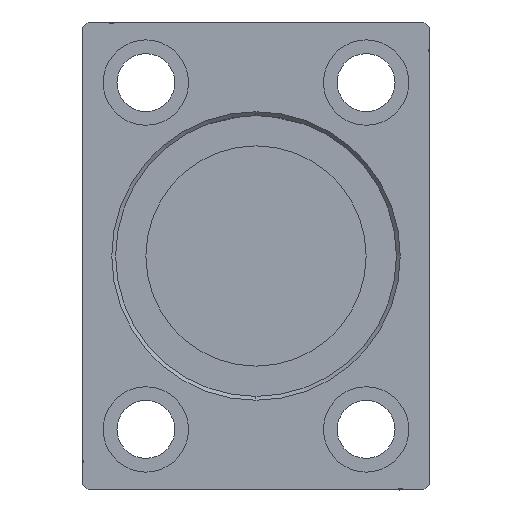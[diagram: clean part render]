
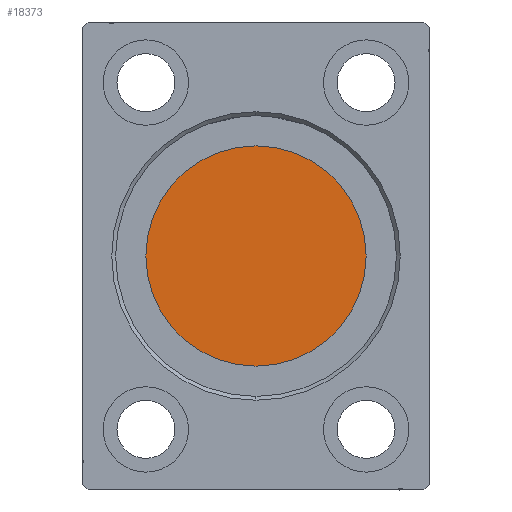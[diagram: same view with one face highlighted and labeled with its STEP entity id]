
A CAD part, left-side view. The second image highlights one B-rep face of the part: STEP entity #18373.
In plain terms, the highlighted planar face has unit normal (-1, 0, 0).
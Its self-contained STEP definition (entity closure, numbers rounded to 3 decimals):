
#428 = VERTEX_POINT ( 'NONE', #30303 ) ;
#1741 = VERTEX_POINT ( 'NONE', #3008 ) ;
#3008 = CARTESIAN_POINT ( 'NONE',  ( 106.3, 0., 20. ) ) ;
#5086 = EDGE_CURVE ( 'NONE', #428, #1741, #32001, .T. ) ;
#6650 = AXIS2_PLACEMENT_3D ( 'NONE', #8075, #26956, #30587 ) ;
#8075 = CARTESIAN_POINT ( 'NONE',  ( 106.3, 0., 0. ) ) ;
#8975 = FACE_OUTER_BOUND ( 'NONE', #33348, .T. ) ;
#9370 = AXIS2_PLACEMENT_3D ( 'NONE', #36544, #12404, #28913 ) ;
#10413 = AXIS2_PLACEMENT_3D ( 'NONE', #12255, #23912, #11047 ) ;
#11047 = DIRECTION ( 'NONE',  ( 0., 0., 1. ) ) ;
#12255 = CARTESIAN_POINT ( 'NONE',  ( 106.3, 0., 0. ) ) ;
#12362 = CIRCLE ( 'NONE', #10413, 20. ) ;
#12404 = DIRECTION ( 'NONE',  ( -1., 0., 0. ) ) ;
#12706 = ORIENTED_EDGE ( 'NONE', *, *, #39756, .T. ) ;
#18373 = ADVANCED_FACE ( 'NONE', ( #8975 ), #38334, .T. ) ;
#23912 = DIRECTION ( 'NONE',  ( -1., 0., 0. ) ) ;
#26956 = DIRECTION ( 'NONE',  ( -1., 0., 0. ) ) ;
#28913 = DIRECTION ( 'NONE',  ( 0., 0., 1. ) ) ;
#30303 = CARTESIAN_POINT ( 'NONE',  ( 106.3, 0., -20. ) ) ;
#30587 = DIRECTION ( 'NONE',  ( 0., 0., 1. ) ) ;
#32001 = CIRCLE ( 'NONE', #6650, 20. ) ;
#33348 = EDGE_LOOP ( 'NONE', ( #12706, #35890 ) ) ;
#35890 = ORIENTED_EDGE ( 'NONE', *, *, #5086, .T. ) ;
#36544 = CARTESIAN_POINT ( 'NONE',  ( 106.3, 0., 0. ) ) ;
#38334 = PLANE ( 'NONE',  #9370 ) ;
#39756 = EDGE_CURVE ( 'NONE', #1741, #428, #12362, .T. ) ;
